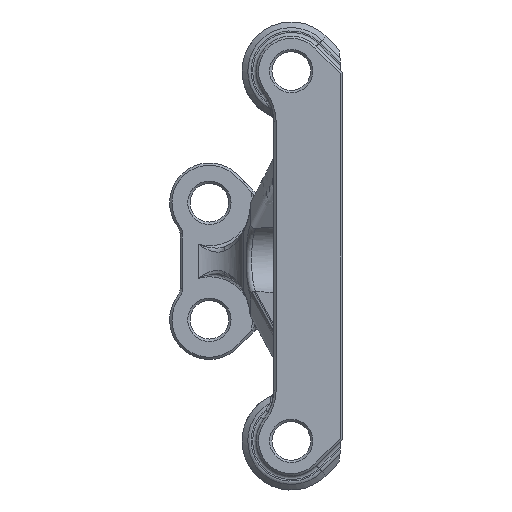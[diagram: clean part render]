
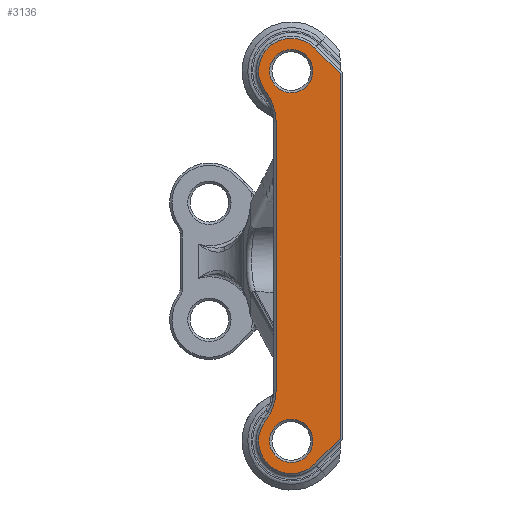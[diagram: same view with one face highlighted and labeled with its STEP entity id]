
A CAD part, front view. The second image highlights one B-rep face of the part: STEP entity #3136.
In plain terms, the highlighted planar face has unit normal (0, -1, 0).
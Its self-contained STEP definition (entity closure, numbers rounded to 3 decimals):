
#19=FACE_BOUND('',#718,.T.);
#20=FACE_BOUND('',#719,.T.);
#121=CIRCLE('',#3314,2.8);
#123=CIRCLE('',#3317,4.2);
#124=CIRCLE('',#3319,4.2);
#164=CIRCLE('',#3405,2.8);
#165=CIRCLE('',#3406,1.85);
#166=CIRCLE('',#3407,1.85);
#515=FACE_OUTER_BOUND('',#717,.T.);
#717=EDGE_LOOP('',(#2431,#2432,#2433,#2434,#2435,#2436,#2437,#2438));
#718=EDGE_LOOP('',(#2439));
#719=EDGE_LOOP('',(#2440));
#871=LINE('',#6210,#1087);
#876=LINE('',#6220,#1092);
#879=LINE('',#6226,#1095);
#886=LINE('',#6252,#1102);
#1087=VECTOR('',#3713,1000.);
#1092=VECTOR('',#3720,1000.);
#1095=VECTOR('',#3725,1000.);
#1102=VECTOR('',#3752,1000.);
#1335=VERTEX_POINT('',#6207);
#1336=VERTEX_POINT('',#6209);
#1340=VERTEX_POINT('',#6219);
#1342=VERTEX_POINT('',#6224);
#1344=VERTEX_POINT('',#6231);
#1346=VERTEX_POINT('',#6237);
#1349=VERTEX_POINT('',#6244);
#1350=VERTEX_POINT('',#6246);
#1428=VERTEX_POINT('',#8141);
#1429=VERTEX_POINT('',#8143);
#1641=EDGE_CURVE('',#1336,#1335,#871,.T.);
#1646=EDGE_CURVE('',#1340,#1336,#876,.T.);
#1649=EDGE_CURVE('',#1335,#1342,#879,.T.);
#1654=EDGE_CURVE('',#1344,#1340,#121,.T.);
#1657=EDGE_CURVE('',#1346,#1344,#123,.T.);
#1659=EDGE_CURVE('',#1350,#1349,#124,.T.);
#1662=EDGE_CURVE('',#1349,#1346,#886,.T.);
#1803=EDGE_CURVE('',#1342,#1350,#164,.T.);
#1804=EDGE_CURVE('',#1428,#1428,#165,.T.);
#1805=EDGE_CURVE('',#1429,#1429,#166,.T.);
#2431=ORIENTED_EDGE('',*,*,#1646,.T.);
#2432=ORIENTED_EDGE('',*,*,#1641,.T.);
#2433=ORIENTED_EDGE('',*,*,#1649,.T.);
#2434=ORIENTED_EDGE('',*,*,#1803,.T.);
#2435=ORIENTED_EDGE('',*,*,#1659,.T.);
#2436=ORIENTED_EDGE('',*,*,#1662,.T.);
#2437=ORIENTED_EDGE('',*,*,#1657,.T.);
#2438=ORIENTED_EDGE('',*,*,#1654,.T.);
#2439=ORIENTED_EDGE('',*,*,#1804,.T.);
#2440=ORIENTED_EDGE('',*,*,#1805,.T.);
#3016=PLANE('',#3404);
#3136=ADVANCED_FACE('',(#515,#19,#20),#3016,.F.);
#3314=AXIS2_PLACEMENT_3D('',#6235,#3733,#3734);
#3317=AXIS2_PLACEMENT_3D('',#6241,#3740,#3741);
#3319=AXIS2_PLACEMENT_3D('',#6247,#3745,#3746);
#3404=AXIS2_PLACEMENT_3D('',#8139,#3977,#3978);
#3405=AXIS2_PLACEMENT_3D('',#8140,#3979,#3980);
#3406=AXIS2_PLACEMENT_3D('',#8142,#3981,#3982);
#3407=AXIS2_PLACEMENT_3D('',#8144,#3983,#3984);
#3713=DIRECTION('',(0.,0.,1.));
#3720=DIRECTION('',(0.707,0.,0.707));
#3725=DIRECTION('',(-0.707,0.,0.707));
#3733=DIRECTION('center_axis',(0.,-1.,0.));
#3734=DIRECTION('ref_axis',(0.,0.,1.));
#3740=DIRECTION('center_axis',(0.,1.,0.));
#3741=DIRECTION('ref_axis',(0.,0.,1.));
#3745=DIRECTION('center_axis',(0.,1.,0.));
#3746=DIRECTION('ref_axis',(0.,0.,1.));
#3752=DIRECTION('',(0.,0.,-1.));
#3977=DIRECTION('center_axis',(0.,1.,0.));
#3978=DIRECTION('ref_axis',(0.,0.,1.));
#3979=DIRECTION('center_axis',(0.,-1.,0.));
#3980=DIRECTION('ref_axis',(0.,0.,1.));
#3981=DIRECTION('center_axis',(0.,1.,0.));
#3982=DIRECTION('ref_axis',(0.,0.,1.));
#3983=DIRECTION('center_axis',(0.,1.,0.));
#3984=DIRECTION('ref_axis',(0.,0.,1.));
#6207=CARTESIAN_POINT('',(-20.8,13.4,15.56));
#6209=CARTESIAN_POINT('',(-20.8,13.4,-15.56));
#6210=CARTESIAN_POINT('',(-20.8,13.4,-11.47));
#6219=CARTESIAN_POINT('',(-23.02,13.4,-17.78));
#6220=CARTESIAN_POINT('',(-23.605,13.4,-18.365));
#6224=CARTESIAN_POINT('',(-23.02,13.4,17.78));
#6226=CARTESIAN_POINT('',(-12.135,13.4,6.895));
#6231=CARTESIAN_POINT('',(-27.2,13.4,-14.068));
#6235=CARTESIAN_POINT('Origin',(-25.,13.4,-15.8));
#6237=CARTESIAN_POINT('',(-26.3,13.4,-11.47));
#6241=CARTESIAN_POINT('Origin',(-30.5,13.4,-11.47));
#6244=CARTESIAN_POINT('',(-26.3,13.4,11.47));
#6246=CARTESIAN_POINT('',(-27.2,13.4,14.068));
#6247=CARTESIAN_POINT('Origin',(-30.5,13.4,11.47));
#6252=CARTESIAN_POINT('',(-26.3,13.4,-11.47));
#8139=CARTESIAN_POINT('Origin',(-30.5,13.4,-11.47));
#8140=CARTESIAN_POINT('Origin',(-25.,13.4,15.8));
#8141=CARTESIAN_POINT('',(-25.,13.4,17.65));
#8142=CARTESIAN_POINT('Origin',(-25.,13.4,15.8));
#8143=CARTESIAN_POINT('',(-25.,13.4,-13.95));
#8144=CARTESIAN_POINT('Origin',(-25.,13.4,-15.8));
